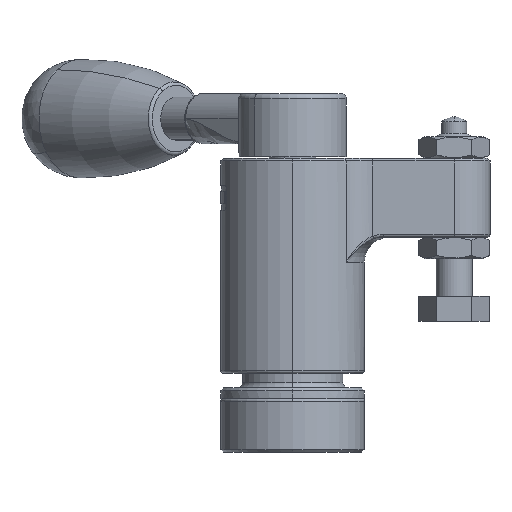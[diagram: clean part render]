
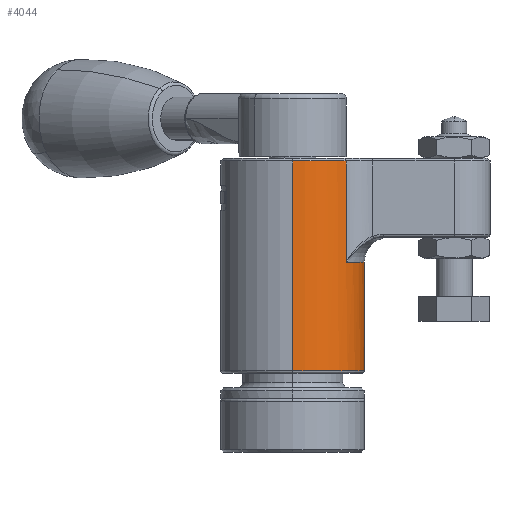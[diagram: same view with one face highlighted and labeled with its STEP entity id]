
A CAD part, front view. The second image highlights one B-rep face of the part: STEP entity #4044.
In plain terms, the highlighted cylindrical face has radius 20 mm (diameter 40 mm), a partial arc.
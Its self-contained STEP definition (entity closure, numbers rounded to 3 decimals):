
#73 = DIRECTION ( 'NONE',  ( 0., 0., -1. ) ) ;
#91 = VERTEX_POINT ( 'NONE', #3842 ) ;
#504 = EDGE_CURVE ( 'NONE', #5375, #3942, #4285, .T. ) ;
#589 = ORIENTED_EDGE ( 'NONE', *, *, #6031, .F. ) ;
#643 = AXIS2_PLACEMENT_3D ( 'NONE', #6941, #973, #4374 ) ;
#645 = VERTEX_POINT ( 'NONE', #3727 ) ;
#952 = CARTESIAN_POINT ( 'NONE',  ( 14.907, 13.333, 59.2 ) ) ;
#973 = DIRECTION ( 'NONE',  ( 0., 0., 1. ) ) ;
#1045 = LINE ( 'NONE', #2538, #3502 ) ;
#1154 = CARTESIAN_POINT ( 'NONE',  ( 0., 0., 31. ) ) ;
#1191 = ORIENTED_EDGE ( 'NONE', *, *, #5745, .T. ) ;
#1420 = DIRECTION ( 'NONE',  ( 0., 0., -1. ) ) ;
#1574 = DIRECTION ( 'NONE',  ( 0., -1., 0. ) ) ;
#1878 = CARTESIAN_POINT ( 'NONE',  ( 14.907, -13.333, 59.2 ) ) ;
#2075 = EDGE_CURVE ( 'NONE', #3803, #91, #3429, .T. ) ;
#2138 = DIRECTION ( 'NONE',  ( 0., 0., 1. ) ) ;
#2344 = CARTESIAN_POINT ( 'NONE',  ( 14.907, 13.333, 60. ) ) ;
#2420 = VERTEX_POINT ( 'NONE', #6066 ) ;
#2442 = VECTOR ( 'NONE', #5233, 1000. ) ;
#2538 = CARTESIAN_POINT ( 'NONE',  ( 0., -20., 60. ) ) ;
#2645 = FACE_OUTER_BOUND ( 'NONE', #6494, .T. ) ;
#2882 = CIRCLE ( 'NONE', #4824, 20. ) ;
#3410 = AXIS2_PLACEMENT_3D ( 'NONE', #7974, #1420, #4087 ) ;
#3429 = CIRCLE ( 'NONE', #6775, 20. ) ;
#3430 = AXIS2_PLACEMENT_3D ( 'NONE', #1154, #5948, #8469 ) ;
#3502 = VECTOR ( 'NONE', #3832, 1000. ) ;
#3507 = DIRECTION ( 'NONE',  ( 0., -1., 0. ) ) ;
#3651 = EDGE_CURVE ( 'NONE', #6484, #5375, #3890, .T. ) ;
#3727 = CARTESIAN_POINT ( 'NONE',  ( 0., -20., 59.2 ) ) ;
#3803 = VERTEX_POINT ( 'NONE', #5264 ) ;
#3832 = DIRECTION ( 'NONE',  ( 0., 0., -1. ) ) ;
#3842 = CARTESIAN_POINT ( 'NONE',  ( 0., -20., 0.8 ) ) ;
#3890 = LINE ( 'NONE', #8530, #2442 ) ;
#3942 = VERTEX_POINT ( 'NONE', #6689 ) ;
#3993 = CYLINDRICAL_SURFACE ( 'NONE', #3410, 20. ) ;
#4042 = DIRECTION ( 'NONE',  ( 0., 0., -1. ) ) ;
#4044 = ADVANCED_FACE ( 'NONE', ( #2645 ), #3993, .T. ) ;
#4081 = ORIENTED_EDGE ( 'NONE', *, *, #504, .F. ) ;
#4087 = DIRECTION ( 'NONE',  ( 0., 1., 0. ) ) ;
#4285 = CIRCLE ( 'NONE', #3430, 20. ) ;
#4374 = DIRECTION ( 'NONE',  ( 0., -1., 0. ) ) ;
#4824 = AXIS2_PLACEMENT_3D ( 'NONE', #7529, #2138, #1574 ) ;
#5081 = DIRECTION ( 'NONE',  ( 0., 0., 1. ) ) ;
#5233 = DIRECTION ( 'NONE',  ( 0., 0., -1. ) ) ;
#5264 = CARTESIAN_POINT ( 'NONE',  ( 0., 20., 0.8 ) ) ;
#5369 = CARTESIAN_POINT ( 'NONE',  ( 14.907, -13.333, 31. ) ) ;
#5375 = VERTEX_POINT ( 'NONE', #5369 ) ;
#5544 = VECTOR ( 'NONE', #73, 1000. ) ;
#5729 = LINE ( 'NONE', #2344, #8143 ) ;
#5745 = EDGE_CURVE ( 'NONE', #645, #91, #1045, .T. ) ;
#5948 = DIRECTION ( 'NONE',  ( 0., 0., 1. ) ) ;
#6031 = EDGE_CURVE ( 'NONE', #645, #6484, #2882, .T. ) ;
#6066 = CARTESIAN_POINT ( 'NONE',  ( 0., 20., 59.2 ) ) ;
#6322 = EDGE_CURVE ( 'NONE', #3942, #7496, #5729, .T. ) ;
#6484 = VERTEX_POINT ( 'NONE', #1878 ) ;
#6494 = EDGE_LOOP ( 'NONE', ( #589, #1191, #6783, #7342, #8321, #7649, #4081, #8546 ) ) ;
#6525 = LINE ( 'NONE', #6657, #5544 ) ;
#6657 = CARTESIAN_POINT ( 'NONE',  ( 0., 20., 60. ) ) ;
#6689 = CARTESIAN_POINT ( 'NONE',  ( 14.907, 13.333, 31. ) ) ;
#6723 = EDGE_CURVE ( 'NONE', #7496, #2420, #8150, .T. ) ;
#6729 = CARTESIAN_POINT ( 'NONE',  ( 0., 0., 0.8 ) ) ;
#6775 = AXIS2_PLACEMENT_3D ( 'NONE', #6729, #4042, #3507 ) ;
#6783 = ORIENTED_EDGE ( 'NONE', *, *, #2075, .F. ) ;
#6941 = CARTESIAN_POINT ( 'NONE',  ( 0., 0., 59.2 ) ) ;
#7342 = ORIENTED_EDGE ( 'NONE', *, *, #8216, .F. ) ;
#7496 = VERTEX_POINT ( 'NONE', #952 ) ;
#7529 = CARTESIAN_POINT ( 'NONE',  ( 0., 0., 59.2 ) ) ;
#7649 = ORIENTED_EDGE ( 'NONE', *, *, #6322, .F. ) ;
#7974 = CARTESIAN_POINT ( 'NONE',  ( 0., 0., 60. ) ) ;
#8143 = VECTOR ( 'NONE', #5081, 1000. ) ;
#8150 = CIRCLE ( 'NONE', #643, 20. ) ;
#8216 = EDGE_CURVE ( 'NONE', #2420, #3803, #6525, .T. ) ;
#8321 = ORIENTED_EDGE ( 'NONE', *, *, #6723, .F. ) ;
#8469 = DIRECTION ( 'NONE',  ( 0., -1., 0. ) ) ;
#8530 = CARTESIAN_POINT ( 'NONE',  ( 14.907, -13.333, 60. ) ) ;
#8546 = ORIENTED_EDGE ( 'NONE', *, *, #3651, .F. ) ;
